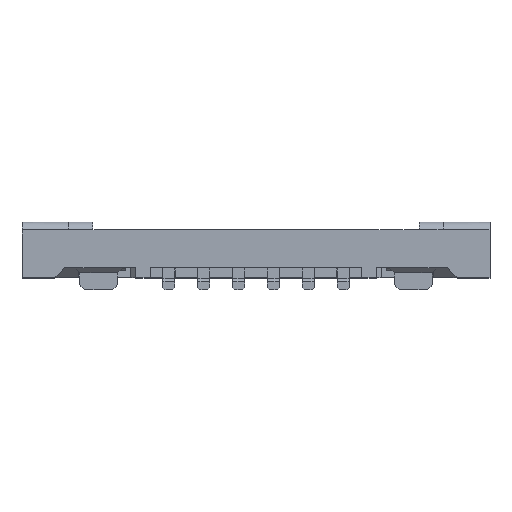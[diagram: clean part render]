
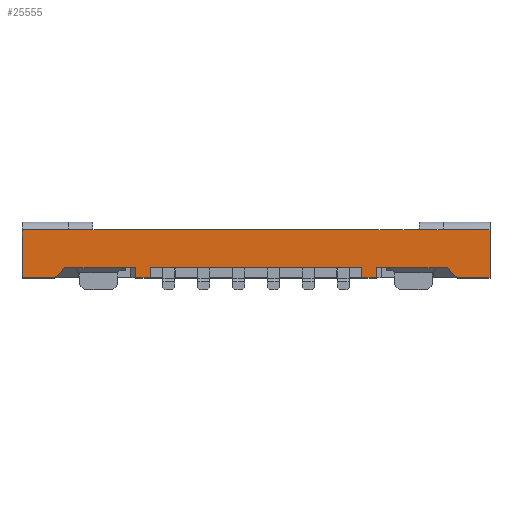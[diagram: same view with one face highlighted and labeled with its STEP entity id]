
A CAD part, top view. The second image highlights one B-rep face of the part: STEP entity #25555.
In plain terms, the highlighted planar face has unit normal (0, 0, 1).
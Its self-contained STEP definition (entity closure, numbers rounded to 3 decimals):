
#216 = ORIENTED_EDGE ( 'NONE', *, *, #26692, .T. ) ;
#257 = CARTESIAN_POINT ( 'NONE',  ( -1.235, 0.1, 0.85 ) ) ;
#493 = CARTESIAN_POINT ( 'NONE',  ( -2.525, 0.38, 0.85 ) ) ;
#596 = CARTESIAN_POINT ( 'NONE',  ( -1.385, 0.34, 0.85 ) ) ;
#676 = EDGE_CURVE ( 'NONE', #27738, #4261, #6369, .T. ) ;
#682 = CARTESIAN_POINT ( 'NONE',  ( 0.885, 0.2, 0.85 ) ) ;
#893 = VERTEX_POINT ( 'NONE', #257 ) ;
#1120 = CARTESIAN_POINT ( 'NONE',  ( -2.525, 0.58, 0.85 ) ) ;
#1513 = PLANE ( 'NONE',  #41650 ) ;
#2078 = VERTEX_POINT ( 'NONE', #20375 ) ;
#2098 = EDGE_CURVE ( 'NONE', #893, #39094, #34087, .T. ) ;
#2687 = LINE ( 'NONE', #23529, #39712 ) ;
#2765 = DIRECTION ( 'NONE',  ( -1., 0., 0. ) ) ;
#2932 = ORIENTED_EDGE ( 'NONE', *, *, #11151, .T. ) ;
#2959 = VECTOR ( 'NONE', #29254, 1000. ) ;
#3279 = ORIENTED_EDGE ( 'NONE', *, *, #20751, .T. ) ;
#3822 = VERTEX_POINT ( 'NONE', #39099 ) ;
#4139 = LINE ( 'NONE', #10861, #5306 ) ;
#4261 = VERTEX_POINT ( 'NONE', #29295 ) ;
#4665 = FACE_OUTER_BOUND ( 'NONE', #25443, .T. ) ;
#4759 = EDGE_CURVE ( 'NONE', #43489, #40645, #40936, .T. ) ;
#5306 = VECTOR ( 'NONE', #34679, 1000. ) ;
#5448 = EDGE_CURVE ( 'NONE', #23733, #4261, #15178, .T. ) ;
#6253 = CARTESIAN_POINT ( 'NONE',  ( -1.385, 0.2, 0.85 ) ) ;
#6369 = LINE ( 'NONE', #43669, #12558 ) ;
#8826 = CARTESIAN_POINT ( 'NONE',  ( 0., 0.1, 0.85 ) ) ;
#9050 = ORIENTED_EDGE ( 'NONE', *, *, #32988, .T. ) ;
#9440 = CARTESIAN_POINT ( 'NONE',  ( 1.795, 0.15, 0.85 ) ) ;
#9514 = CARTESIAN_POINT ( 'NONE',  ( 0., 0.1, 0.85 ) ) ;
#10129 = CARTESIAN_POINT ( 'NONE',  ( 1.035, 0.34, 0.85 ) ) ;
#10223 = CARTESIAN_POINT ( 'NONE',  ( 0.885, 0.165, 0.85 ) ) ;
#10325 = DIRECTION ( 'NONE',  ( 0., 1., 0. ) ) ;
#10625 = VECTOR ( 'NONE', #19841, 1000. ) ;
#10861 = CARTESIAN_POINT ( 'NONE',  ( -0.35, 0.58, 0.85 ) ) ;
#11151 = EDGE_CURVE ( 'NONE', #17880, #24804, #17053, .T. ) ;
#12285 = VECTOR ( 'NONE', #37876, 1000. ) ;
#12558 = VECTOR ( 'NONE', #2765, 1000. ) ;
#12853 = CARTESIAN_POINT ( 'NONE',  ( 0.685, 0.2, 0.85 ) ) ;
#13901 = CARTESIAN_POINT ( 'NONE',  ( 2.175, 0.38, 0.85 ) ) ;
#14478 = EDGE_CURVE ( 'NONE', #39094, #27738, #20357, .T. ) ;
#14534 = VECTOR ( 'NONE', #41288, 1000. ) ;
#15178 = LINE ( 'NONE', #19020, #25402 ) ;
#15348 = EDGE_CURVE ( 'NONE', #37921, #3822, #33220, .T. ) ;
#15670 = VERTEX_POINT ( 'NONE', #19882 ) ;
#15735 = EDGE_CURVE ( 'NONE', #18342, #24804, #4139, .T. ) ;
#16193 = LINE ( 'NONE', #12853, #31613 ) ;
#17006 = CARTESIAN_POINT ( 'NONE',  ( -0.35, 0.1, 0.85 ) ) ;
#17053 = LINE ( 'NONE', #13901, #41333 ) ;
#17161 = CARTESIAN_POINT ( 'NONE',  ( -2.195, 0.1, 0.85 ) ) ;
#17616 = ORIENTED_EDGE ( 'NONE', *, *, #14478, .F. ) ;
#17666 = VERTEX_POINT ( 'NONE', #682 ) ;
#17880 = VERTEX_POINT ( 'NONE', #38722 ) ;
#18121 = DIRECTION ( 'NONE',  ( 0., 0., -1. ) ) ;
#18342 = VERTEX_POINT ( 'NONE', #1120 ) ;
#18350 = DIRECTION ( 'NONE',  ( 0.707, 0.707, 0. ) ) ;
#18367 = CARTESIAN_POINT ( 'NONE',  ( -1.235, 0.165, 0.85 ) ) ;
#18503 = EDGE_CURVE ( 'NONE', #23733, #2078, #2687, .T. ) ;
#18879 = CARTESIAN_POINT ( 'NONE',  ( 1.035, 0.1, 0.85 ) ) ;
#19020 = CARTESIAN_POINT ( 'NONE',  ( -2.145, 0.15, 0.85 ) ) ;
#19497 = VECTOR ( 'NONE', #33698, 1000. ) ;
#19499 = ORIENTED_EDGE ( 'NONE', *, *, #33251, .F. ) ;
#19760 = DIRECTION ( 'NONE',  ( -0.707, 0.707, 0. ) ) ;
#19841 = DIRECTION ( 'NONE',  ( 1., 0., 0. ) ) ;
#19882 = CARTESIAN_POINT ( 'NONE',  ( -1.235, 0.2, 0.85 ) ) ;
#19998 = LINE ( 'NONE', #33483, #19497 ) ;
#20208 = ORIENTED_EDGE ( 'NONE', *, *, #41913, .F. ) ;
#20357 = LINE ( 'NONE', #596, #14534 ) ;
#20375 = CARTESIAN_POINT ( 'NONE',  ( -2.525, 0.1, 0.85 ) ) ;
#20400 = DIRECTION ( 'NONE',  ( -1., 0., 0. ) ) ;
#20751 = EDGE_CURVE ( 'NONE', #40645, #3822, #19998, .T. ) ;
#20909 = LINE ( 'NONE', #493, #32876 ) ;
#20941 = CARTESIAN_POINT ( 'NONE',  ( 1.845, 0.1, 0.85 ) ) ;
#22025 = ORIENTED_EDGE ( 'NONE', *, *, #34169, .F. ) ;
#23529 = CARTESIAN_POINT ( 'NONE',  ( -0.35, 0.1, 0.85 ) ) ;
#23733 = VERTEX_POINT ( 'NONE', #17161 ) ;
#23796 = DIRECTION ( 'NONE',  ( 0., 1., 0. ) ) ;
#23862 = VECTOR ( 'NONE', #19760, 1000. ) ;
#24482 = CARTESIAN_POINT ( 'NONE',  ( 0.885, 0.1, 0.85 ) ) ;
#24785 = ORIENTED_EDGE ( 'NONE', *, *, #676, .F. ) ;
#24804 = VERTEX_POINT ( 'NONE', #25732 ) ;
#25402 = VECTOR ( 'NONE', #18350, 1000. ) ;
#25443 = EDGE_LOOP ( 'NONE', ( #20208, #25495, #35698, #24785, #17616, #26476, #216, #19499, #22025, #32845, #33746, #3279, #32773, #9050, #2932, #31500 ) ) ;
#25495 = ORIENTED_EDGE ( 'NONE', *, *, #18503, .F. ) ;
#25555 = ADVANCED_FACE ( 'NONE', ( #4665 ), #1513, .F. ) ;
#25732 = CARTESIAN_POINT ( 'NONE',  ( 2.175, 0.58, 0.85 ) ) ;
#26476 = ORIENTED_EDGE ( 'NONE', *, *, #2098, .F. ) ;
#26691 = VERTEX_POINT ( 'NONE', #24482 ) ;
#26692 = EDGE_CURVE ( 'NONE', #893, #15670, #38232, .T. ) ;
#27285 = LINE ( 'NONE', #10223, #12285 ) ;
#27738 = VERTEX_POINT ( 'NONE', #6253 ) ;
#28216 = VECTOR ( 'NONE', #23796, 1000. ) ;
#28691 = DIRECTION ( 'NONE',  ( 0., 1., 0. ) ) ;
#29254 = DIRECTION ( 'NONE',  ( 1., 0., 0. ) ) ;
#29295 = CARTESIAN_POINT ( 'NONE',  ( -2.095, 0.2, 0.85 ) ) ;
#30530 = CARTESIAN_POINT ( 'NONE',  ( 1.035, 0.2, 0.85 ) ) ;
#30940 = DIRECTION ( 'NONE',  ( -1., 0., 0. ) ) ;
#31500 = ORIENTED_EDGE ( 'NONE', *, *, #15735, .F. ) ;
#31613 = VECTOR ( 'NONE', #40501, 1000. ) ;
#31980 = VECTOR ( 'NONE', #30940, 1000. ) ;
#32055 = CARTESIAN_POINT ( 'NONE',  ( -0.35, 0.34, 0.85 ) ) ;
#32619 = LINE ( 'NONE', #8826, #2959 ) ;
#32773 = ORIENTED_EDGE ( 'NONE', *, *, #15348, .F. ) ;
#32845 = ORIENTED_EDGE ( 'NONE', *, *, #44012, .T. ) ;
#32876 = VECTOR ( 'NONE', #34845, 1000. ) ;
#32988 = EDGE_CURVE ( 'NONE', #37921, #17880, #32619, .T. ) ;
#33220 = LINE ( 'NONE', #9440, #23862 ) ;
#33251 = EDGE_CURVE ( 'NONE', #17666, #15670, #16193, .T. ) ;
#33483 = CARTESIAN_POINT ( 'NONE',  ( 0., 0.2, 0.85 ) ) ;
#33656 = VECTOR ( 'NONE', #28691, 1000. ) ;
#33698 = DIRECTION ( 'NONE',  ( 1., 0., 0. ) ) ;
#33746 = ORIENTED_EDGE ( 'NONE', *, *, #4759, .T. ) ;
#33976 = LINE ( 'NONE', #9514, #10625 ) ;
#34087 = LINE ( 'NONE', #17006, #31980 ) ;
#34169 = EDGE_CURVE ( 'NONE', #26691, #17666, #27285, .T. ) ;
#34679 = DIRECTION ( 'NONE',  ( 1., 0., 0. ) ) ;
#34845 = DIRECTION ( 'NONE',  ( 0., 1., 0. ) ) ;
#35698 = ORIENTED_EDGE ( 'NONE', *, *, #5448, .T. ) ;
#35886 = DIRECTION ( 'NONE',  ( -1., 0., 0. ) ) ;
#37375 = CARTESIAN_POINT ( 'NONE',  ( -1.385, 0.1, 0.85 ) ) ;
#37876 = DIRECTION ( 'NONE',  ( 0., 1., 0. ) ) ;
#37921 = VERTEX_POINT ( 'NONE', #20941 ) ;
#38232 = LINE ( 'NONE', #18367, #33656 ) ;
#38722 = CARTESIAN_POINT ( 'NONE',  ( 2.175, 0.1, 0.85 ) ) ;
#39094 = VERTEX_POINT ( 'NONE', #37375 ) ;
#39099 = CARTESIAN_POINT ( 'NONE',  ( 1.745, 0.2, 0.85 ) ) ;
#39712 = VECTOR ( 'NONE', #20400, 1000. ) ;
#40501 = DIRECTION ( 'NONE',  ( -1., 0., 0. ) ) ;
#40645 = VERTEX_POINT ( 'NONE', #30530 ) ;
#40936 = LINE ( 'NONE', #10129, #28216 ) ;
#41288 = DIRECTION ( 'NONE',  ( 0., 1., 0. ) ) ;
#41333 = VECTOR ( 'NONE', #10325, 1000. ) ;
#41650 = AXIS2_PLACEMENT_3D ( 'NONE', #32055, #18121, #35886 ) ;
#41913 = EDGE_CURVE ( 'NONE', #2078, #18342, #20909, .T. ) ;
#43489 = VERTEX_POINT ( 'NONE', #18879 ) ;
#43669 = CARTESIAN_POINT ( 'NONE',  ( -0.35, 0.2, 0.85 ) ) ;
#44012 = EDGE_CURVE ( 'NONE', #26691, #43489, #33976, .T. ) ;
